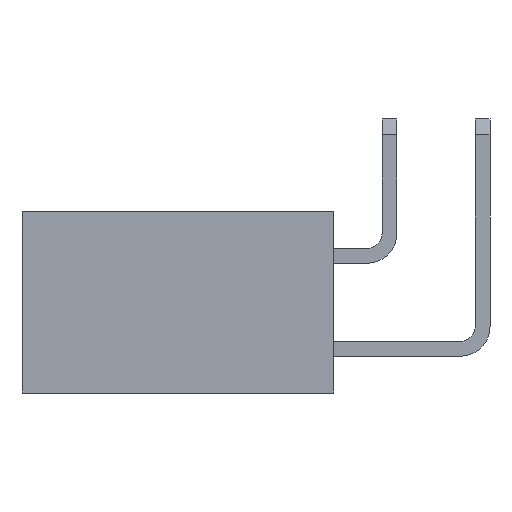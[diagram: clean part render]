
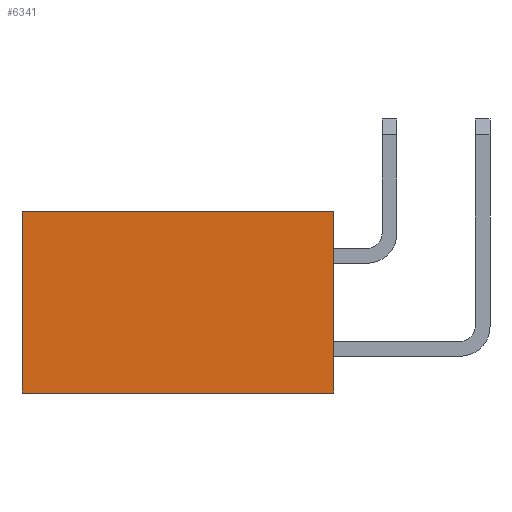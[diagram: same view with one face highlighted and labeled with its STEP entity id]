
A CAD part, left-side view. The second image highlights one B-rep face of the part: STEP entity #6341.
In plain terms, the highlighted planar face has unit normal (-1, 0, 0).
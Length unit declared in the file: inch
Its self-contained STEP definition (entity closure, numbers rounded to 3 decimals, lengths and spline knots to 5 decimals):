
#1651=ORIENTED_EDGE('',*,*,#2764,.T.);
#1652=ORIENTED_EDGE('',*,*,#2511,.F.);
#1653=ORIENTED_EDGE('',*,*,#2783,.F.);
#1654=ORIENTED_EDGE('',*,*,#2503,.T.);
#2503=EDGE_CURVE('',#3208,#3207,#3911,.T.);
#2511=EDGE_CURVE('',#3215,#3216,#3919,.T.);
#2764=EDGE_CURVE('',#3207,#3216,#4172,.T.);
#2783=EDGE_CURVE('',#3208,#3215,#4191,.T.);
#3207=VERTEX_POINT('',#9590);
#3208=VERTEX_POINT('',#9592);
#3215=VERTEX_POINT('',#9607);
#3216=VERTEX_POINT('',#9609);
#3911=LINE('',#9591,#4727);
#3919=LINE('',#9608,#4735);
#4172=LINE('',#10113,#4988);
#4191=LINE('',#10142,#5007);
#4727=VECTOR('',#7863,39.37008);
#4735=VECTOR('',#7873,39.37008);
#4988=VECTOR('',#8272,39.37008);
#5007=VECTOR('',#8311,39.37008);
#5333=EDGE_LOOP('',(#1651,#1652,#1653,#1654));
#5705=FACE_BOUND('',#5333,.T.);
#6023=PLANE('',#6758);
#6341=ADVANCED_FACE('',(#5705),#6023,.F.);
#6758=AXIS2_PLACEMENT_3D('',#10141,#8309,#8310);
#7863=DIRECTION('',(0.,-1.,0.));
#7873=DIRECTION('',(0.,-1.,0.));
#8272=DIRECTION('',(0.,0.,1.));
#8309=DIRECTION('',(1.,0.,0.));
#8310=DIRECTION('',(0.,0.,-1.));
#8311=DIRECTION('',(0.,0.,1.));
#9590=CARTESIAN_POINT('',(-0.46,0.,-0.0975));
#9591=CARTESIAN_POINT('',(-0.46,0.335,-0.0975));
#9592=CARTESIAN_POINT('',(-0.46,0.335,-0.0975));
#9607=CARTESIAN_POINT('',(-0.46,0.335,0.0975));
#9608=CARTESIAN_POINT('',(-0.46,0.335,0.0975));
#9609=CARTESIAN_POINT('',(-0.46,0.,0.0975));
#10113=CARTESIAN_POINT('',(-0.46,0.,-0.0975));
#10141=CARTESIAN_POINT('',(-0.46,0.335,-0.0975));
#10142=CARTESIAN_POINT('',(-0.46,0.335,-0.0975));
